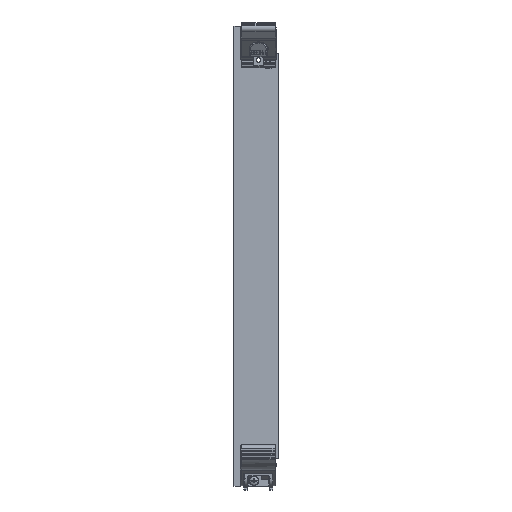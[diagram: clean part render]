
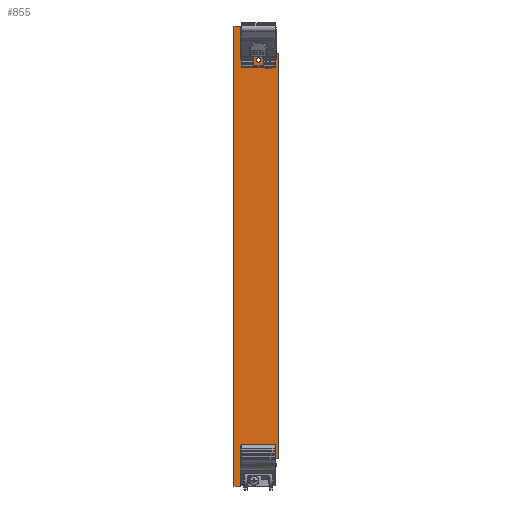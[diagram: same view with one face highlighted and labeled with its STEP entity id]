
A CAD part, top view. The second image highlights one B-rep face of the part: STEP entity #855.
In plain terms, the highlighted face is planar.
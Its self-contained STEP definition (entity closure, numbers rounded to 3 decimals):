
#13=CARTESIAN_POINT('',(13.96,0.,-111.675));
#14=DIRECTION('',(0.,-1.,0.));
#15=DIRECTION('',(1.,0.,0.));
#16=AXIS2_PLACEMENT_3D('',#13,#14,#15);
#18=CARTESIAN_POINT('',(13.96,0.,-111.675));
#19=DIRECTION('',(0.,-1.,0.));
#20=DIRECTION('',(-1.,0.,0.));
#21=AXIS2_PLACEMENT_3D('',#18,#19,#20);
#23=CARTESIAN_POINT('',(13.96,0.,111.675));
#24=DIRECTION('',(0.,1.,0.));
#25=DIRECTION('',(1.,0.,0.));
#26=AXIS2_PLACEMENT_3D('',#23,#24,#25);
#28=CARTESIAN_POINT('',(13.96,0.,111.675));
#29=DIRECTION('',(0.,1.,0.));
#30=DIRECTION('',(-1.,0.,0.));
#31=AXIS2_PLACEMENT_3D('',#28,#29,#30);
#33=DIRECTION('',(0.,0.,-1.));
#34=VECTOR('',#33,8.2);
#35=CARTESIAN_POINT('',(21.16,0.,115.175));
#36=LINE('',#35,#34);
#37=DIRECTION('',(-1.,0.,0.));
#38=VECTOR('',#37,3.94);
#39=CARTESIAN_POINT('',(25.1,0.,115.175));
#40=LINE('',#39,#38);
#41=DIRECTION('',(-1.,0.,0.));
#42=VECTOR('',#41,3.94);
#43=CARTESIAN_POINT('',(25.1,0.,-115.175));
#44=LINE('',#43,#42);
#45=DIRECTION('',(0.,0.,1.));
#46=VECTOR('',#45,8.2);
#47=CARTESIAN_POINT('',(21.16,0.,-115.175));
#48=LINE('',#47,#46);
#49=DIRECTION('',(-1.,0.,0.));
#50=VECTOR('',#49,3.4);
#51=CARTESIAN_POINT('',(21.16,0.,-106.975));
#52=LINE('',#51,#50);
#53=DIRECTION('',(0.,0.,-1.));
#54=VECTOR('',#53,8.2);
#55=CARTESIAN_POINT('',(17.76,0.,-106.975));
#56=LINE('',#55,#54);
#57=DIRECTION('',(-1.,0.,0.));
#58=VECTOR('',#57,13.81);
#59=CARTESIAN_POINT('',(17.76,0.,-115.175));
#60=LINE('',#59,#58);
#61=DIRECTION('',(0.,0.,1.));
#62=VECTOR('',#61,15.85);
#63=CARTESIAN_POINT('',(3.95,0.,-131.025));
#64=LINE('',#63,#62);
#65=DIRECTION('',(-1.,0.,0.));
#66=VECTOR('',#65,3.95);
#67=CARTESIAN_POINT('',(3.95,0.,-131.025));
#68=LINE('',#67,#66);
#69=DIRECTION('',(0.,0.,1.));
#70=VECTOR('',#69,262.05);
#71=CARTESIAN_POINT('',(0.,0.,-131.025));
#72=LINE('',#71,#70);
#73=DIRECTION('',(1.,0.,0.));
#74=VECTOR('',#73,3.95);
#75=CARTESIAN_POINT('',(0.,0.,131.025));
#76=LINE('',#75,#74);
#77=DIRECTION('',(0.,0.,-1.));
#78=VECTOR('',#77,15.85);
#79=CARTESIAN_POINT('',(3.95,0.,131.025));
#80=LINE('',#79,#78);
#81=DIRECTION('',(-1.,0.,0.));
#82=VECTOR('',#81,13.81);
#83=CARTESIAN_POINT('',(17.76,0.,115.175));
#84=LINE('',#83,#82);
#85=DIRECTION('',(0.,0.,1.));
#86=VECTOR('',#85,8.2);
#87=CARTESIAN_POINT('',(17.76,0.,106.975));
#88=LINE('',#87,#86);
#89=DIRECTION('',(-1.,0.,0.));
#90=VECTOR('',#89,3.4);
#91=CARTESIAN_POINT('',(21.16,0.,106.975));
#92=LINE('',#91,#90);
#301=DIRECTION('',(0.,0.,1.));
#302=VECTOR('',#301,230.35);
#303=CARTESIAN_POINT('',(25.1,0.,-115.175));
#304=LINE('',#303,#302);
#587=CARTESIAN_POINT('',(0.,0.,-131.025));
#588=CARTESIAN_POINT('',(0.,0.,131.025));
#589=VERTEX_POINT('',#587);
#590=VERTEX_POINT('',#588);
#651=CARTESIAN_POINT('',(3.95,0.,-131.025));
#653=VERTEX_POINT('',#651);
#655=CARTESIAN_POINT('',(3.95,0.,-115.175));
#656=VERTEX_POINT('',#655);
#667=CARTESIAN_POINT('',(15.26,0.,-111.675));
#668=CARTESIAN_POINT('',(12.66,0.,-111.675));
#669=VERTEX_POINT('',#667);
#670=VERTEX_POINT('',#668);
#671=CARTESIAN_POINT('',(21.16,0.,-115.175));
#672=CARTESIAN_POINT('',(21.16,0.,-106.975));
#673=VERTEX_POINT('',#671);
#674=VERTEX_POINT('',#672);
#675=CARTESIAN_POINT('',(17.76,0.,-106.975));
#676=VERTEX_POINT('',#675);
#677=CARTESIAN_POINT('',(17.76,0.,-115.175));
#678=VERTEX_POINT('',#677);
#691=CARTESIAN_POINT('',(25.1,0.,-115.175));
#692=VERTEX_POINT('',#691);
#717=CARTESIAN_POINT('',(3.95,0.,115.175));
#719=VERTEX_POINT('',#717);
#721=CARTESIAN_POINT('',(3.95,0.,131.025));
#723=VERTEX_POINT('',#721);
#725=CARTESIAN_POINT('',(25.1,0.,115.175));
#727=VERTEX_POINT('',#725);
#751=CARTESIAN_POINT('',(15.26,0.,111.675));
#753=VERTEX_POINT('',#751);
#755=CARTESIAN_POINT('',(12.66,0.,111.675));
#757=VERTEX_POINT('',#755);
#759=CARTESIAN_POINT('',(21.16,0.,106.975));
#761=VERTEX_POINT('',#759);
#763=CARTESIAN_POINT('',(17.76,0.,106.975));
#765=VERTEX_POINT('',#763);
#767=CARTESIAN_POINT('',(21.16,0.,115.175));
#768=VERTEX_POINT('',#767);
#769=CARTESIAN_POINT('',(17.76,0.,115.175));
#770=VERTEX_POINT('',#769);
#806=CARTESIAN_POINT('',(0.,0.,-131.025));
#807=DIRECTION('',(0.,-1.,0.));
#808=DIRECTION('',(1.,0.,0.));
#809=AXIS2_PLACEMENT_3D('',#806,#807,#808);
#810=PLANE('',#809);
#812=ORIENTED_EDGE('',*,*,#811,.F.);
#814=ORIENTED_EDGE('',*,*,#813,.F.);
#816=ORIENTED_EDGE('',*,*,#815,.F.);
#818=ORIENTED_EDGE('',*,*,#817,.T.);
#820=ORIENTED_EDGE('',*,*,#819,.T.);
#822=ORIENTED_EDGE('',*,*,#821,.T.);
#824=ORIENTED_EDGE('',*,*,#823,.T.);
#826=ORIENTED_EDGE('',*,*,#825,.T.);
#827=ORIENTED_EDGE('',*,*,#797,.F.);
#828=ORIENTED_EDGE('',*,*,#786,.T.);
#830=ORIENTED_EDGE('',*,*,#829,.T.);
#832=ORIENTED_EDGE('',*,*,#831,.T.);
#834=ORIENTED_EDGE('',*,*,#833,.T.);
#836=ORIENTED_EDGE('',*,*,#835,.F.);
#838=ORIENTED_EDGE('',*,*,#837,.F.);
#840=ORIENTED_EDGE('',*,*,#839,.F.);
#841=EDGE_LOOP('',(#812,#814,#816,#818,#820,#822,#824,#826,#827,#828,#830,#832,
#834,#836,#838,#840));
#842=FACE_OUTER_BOUND('',#841,.F.);
#844=ORIENTED_EDGE('',*,*,#843,.T.);
#846=ORIENTED_EDGE('',*,*,#845,.T.);
#847=EDGE_LOOP('',(#844,#846));
#848=FACE_BOUND('',#847,.F.);
#850=ORIENTED_EDGE('',*,*,#849,.F.);
#852=ORIENTED_EDGE('',*,*,#851,.F.);
#853=EDGE_LOOP('',(#850,#852));
#854=FACE_BOUND('',#853,.F.);
#855=ADVANCED_FACE('',(#842,#848,#854),#810,.T.);
#17=CIRCLE('',#16,1.3);
#22=CIRCLE('',#21,1.3);
#27=CIRCLE('',#26,1.3);
#32=CIRCLE('',#31,1.3);
#786=EDGE_CURVE('',#653,#589,#68,.T.);
#797=EDGE_CURVE('',#653,#656,#64,.T.);
#811=EDGE_CURVE('',#768,#761,#36,.T.);
#813=EDGE_CURVE('',#727,#768,#40,.T.);
#815=EDGE_CURVE('',#692,#727,#304,.T.);
#817=EDGE_CURVE('',#692,#673,#44,.T.);
#819=EDGE_CURVE('',#673,#674,#48,.T.);
#821=EDGE_CURVE('',#674,#676,#52,.T.);
#823=EDGE_CURVE('',#676,#678,#56,.T.);
#825=EDGE_CURVE('',#678,#656,#60,.T.);
#829=EDGE_CURVE('',#589,#590,#72,.T.);
#831=EDGE_CURVE('',#590,#723,#76,.T.);
#833=EDGE_CURVE('',#723,#719,#80,.T.);
#835=EDGE_CURVE('',#770,#719,#84,.T.);
#837=EDGE_CURVE('',#765,#770,#88,.T.);
#839=EDGE_CURVE('',#761,#765,#92,.T.);
#843=EDGE_CURVE('',#669,#670,#17,.T.);
#845=EDGE_CURVE('',#670,#669,#22,.T.);
#849=EDGE_CURVE('',#753,#757,#27,.T.);
#851=EDGE_CURVE('',#757,#753,#32,.T.);
